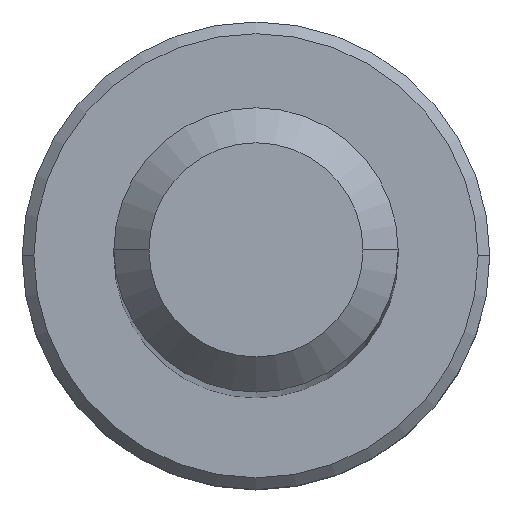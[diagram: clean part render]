
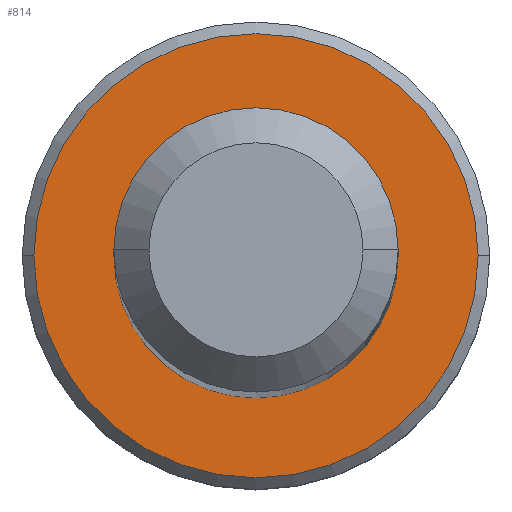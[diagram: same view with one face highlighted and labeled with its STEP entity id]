
A CAD part, top view. The second image highlights one B-rep face of the part: STEP entity #814.
In plain terms, the highlighted planar face has unit normal (0, 0, 1).
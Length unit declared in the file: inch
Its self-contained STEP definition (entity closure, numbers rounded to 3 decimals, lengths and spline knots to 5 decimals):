
#32 = EDGE_CURVE ( 'NONE', #351, #427, #837, .T. ) ;
#39 = DIRECTION ( 'NONE',  ( 0., 0., -1. ) ) ;
#59 = CARTESIAN_POINT ( 'NONE',  ( 0.14844, 0., -2.25 ) ) ;
#76 = EDGE_LOOP ( 'NONE', ( #127, #355 ) ) ;
#106 = CIRCLE ( 'NONE', #817, 0.095 ) ;
#127 = ORIENTED_EDGE ( 'NONE', *, *, #628, .F. ) ;
#131 = AXIS2_PLACEMENT_3D ( 'NONE', #432, #39, #826 ) ;
#148 = DIRECTION ( 'NONE',  ( -1., 0., 0. ) ) ;
#189 = CIRCLE ( 'NONE', #297, 0.14844 ) ;
#196 = DIRECTION ( 'NONE',  ( -1., 0., 0. ) ) ;
#217 = DIRECTION ( 'NONE',  ( 0., 0., 1. ) ) ;
#235 = ORIENTED_EDGE ( 'NONE', *, *, #352, .T. ) ;
#252 = FACE_OUTER_BOUND ( 'NONE', #307, .T. ) ;
#271 = AXIS2_PLACEMENT_3D ( 'NONE', #809, #217, #741 ) ;
#284 = EDGE_CURVE ( 'NONE', #575, #359, #106, .T. ) ;
#297 = AXIS2_PLACEMENT_3D ( 'NONE', #337, #591, #196 ) ;
#301 = CIRCLE ( 'NONE', #271, 0.095 ) ;
#307 = EDGE_LOOP ( 'NONE', ( #633, #235 ) ) ;
#337 = CARTESIAN_POINT ( 'NONE',  ( 0., 0., -2.25 ) ) ;
#351 = VERTEX_POINT ( 'NONE', #792 ) ;
#352 = EDGE_CURVE ( 'NONE', #427, #351, #189, .T. ) ;
#355 = ORIENTED_EDGE ( 'NONE', *, *, #284, .F. ) ;
#359 = VERTEX_POINT ( 'NONE', #839 ) ;
#360 = PLANE ( 'NONE',  #131 ) ;
#427 = VERTEX_POINT ( 'NONE', #59 ) ;
#432 = CARTESIAN_POINT ( 'NONE',  ( 0., 0., -2.25 ) ) ;
#553 = CARTESIAN_POINT ( 'NONE',  ( -0.095, 0., -2.25 ) ) ;
#575 = VERTEX_POINT ( 'NONE', #553 ) ;
#576 = DIRECTION ( 'NONE',  ( 0., 0., 1. ) ) ;
#591 = DIRECTION ( 'NONE',  ( 0., 0., 1. ) ) ;
#613 = CARTESIAN_POINT ( 'NONE',  ( 0., 0., -2.25 ) ) ;
#628 = EDGE_CURVE ( 'NONE', #359, #575, #301, .T. ) ;
#633 = ORIENTED_EDGE ( 'NONE', *, *, #32, .T. ) ;
#637 = CARTESIAN_POINT ( 'NONE',  ( 0., 0., -2.25 ) ) ;
#693 = DIRECTION ( 'NONE',  ( -1., 0., 0. ) ) ;
#741 = DIRECTION ( 'NONE',  ( -1., 0., 0. ) ) ;
#742 = DIRECTION ( 'NONE',  ( 0., 0., 1. ) ) ;
#771 = AXIS2_PLACEMENT_3D ( 'NONE', #637, #576, #693 ) ;
#792 = CARTESIAN_POINT ( 'NONE',  ( -0.14844, 0., -2.25 ) ) ;
#809 = CARTESIAN_POINT ( 'NONE',  ( 0., 0., -2.25 ) ) ;
#814 = ADVANCED_FACE ( 'NONE', ( #840, #252 ), #360, .F. ) ;
#817 = AXIS2_PLACEMENT_3D ( 'NONE', #613, #742, #148 ) ;
#826 = DIRECTION ( 'NONE',  ( 0., -1., 0. ) ) ;
#837 = CIRCLE ( 'NONE', #771, 0.14844 ) ;
#839 = CARTESIAN_POINT ( 'NONE',  ( 0.095, 0., -2.25 ) ) ;
#840 = FACE_BOUND ( 'NONE', #76, .T. ) ;
